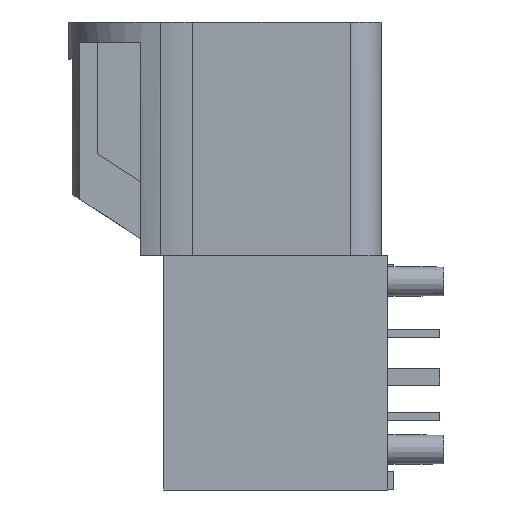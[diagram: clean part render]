
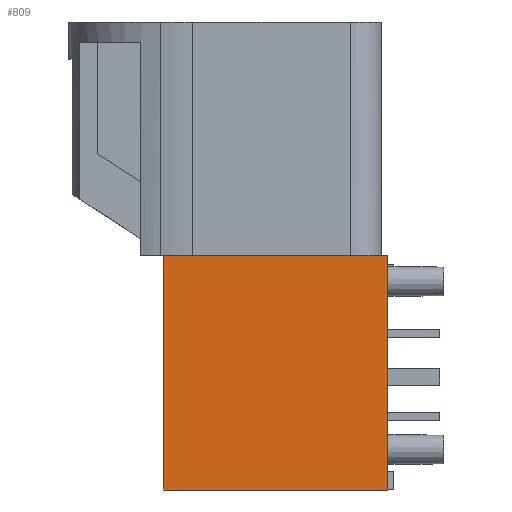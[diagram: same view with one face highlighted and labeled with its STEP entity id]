
A CAD part, left-side view. The second image highlights one B-rep face of the part: STEP entity #809.
In plain terms, the highlighted planar face has unit normal (-1, 0.012, 0).
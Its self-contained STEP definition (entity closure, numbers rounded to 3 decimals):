
#443=FACE_OUTER_BOUND('',#1709,.T.);
#809=ADVANCED_FACE('',(#443),#1169,.T.);
#1169=PLANE('',#7729);
#1709=EDGE_LOOP('',(#4980,#4981,#4982,#4983,#4984));
#2493=LINE('',#12072,#3289);
#2502=LINE('',#12090,#3298);
#2503=LINE('',#12092,#3299);
#2504=LINE('',#12094,#3300);
#2505=LINE('',#12096,#3301);
#3289=VECTOR('',#9244,1.);
#3298=VECTOR('',#9257,1.);
#3299=VECTOR('',#9260,1.);
#3300=VECTOR('',#9261,1.);
#3301=VECTOR('',#9262,1.);
#4980=ORIENTED_EDGE('',*,*,#6997,.T.);
#4981=ORIENTED_EDGE('',*,*,#6987,.T.);
#4982=ORIENTED_EDGE('',*,*,#6996,.F.);
#4983=ORIENTED_EDGE('',*,*,#6998,.T.);
#4984=ORIENTED_EDGE('',*,*,#6999,.T.);
#6053=VERTEX_POINT('',#12071);
#6054=VERTEX_POINT('',#12073);
#6060=VERTEX_POINT('',#12089);
#6061=VERTEX_POINT('',#12093);
#6062=VERTEX_POINT('',#12095);
#6987=EDGE_CURVE('',#6054,#6053,#2493,.T.);
#6996=EDGE_CURVE('',#6060,#6053,#2502,.T.);
#6997=EDGE_CURVE('',#6061,#6054,#2503,.T.);
#6998=EDGE_CURVE('',#6060,#6062,#2504,.T.);
#6999=EDGE_CURVE('',#6062,#6061,#2505,.T.);
#7729=AXIS2_PLACEMENT_3D('',#12097,#9263,#9264);
#9244=DIRECTION('',(-0.012,-1.,0.));
#9257=DIRECTION('',(0.,0.,-1.));
#9260=DIRECTION('',(0.,0.,-1.));
#9261=DIRECTION('',(0.012,1.,0.));
#9262=DIRECTION('',(0.012,1.,0.));
#9263=DIRECTION('',(-1.,0.012,0.));
#9264=DIRECTION('',(0.,0.,1.));
#12071=CARTESIAN_POINT('',(-5.75,-6.35,-22.55));
#12072=CARTESIAN_POINT('',(-5.752,-6.48,-22.55));
#12073=CARTESIAN_POINT('',(-5.618,4.45,-22.55));
#12089=CARTESIAN_POINT('',(-5.75,-6.35,-11.25));
#12090=CARTESIAN_POINT('',(-5.75,-6.35,-11.75));
#12092=CARTESIAN_POINT('',(-5.618,4.45,-16.6));
#12093=CARTESIAN_POINT('',(-5.618,4.45,-11.25));
#12094=CARTESIAN_POINT('',(-5.75,-6.35,-11.25));
#12095=CARTESIAN_POINT('',(-5.738,-5.396,-11.25));
#12096=CARTESIAN_POINT('',(-5.75,-6.35,-11.25));
#12097=CARTESIAN_POINT('',(-5.75,-6.35,-16.6));
